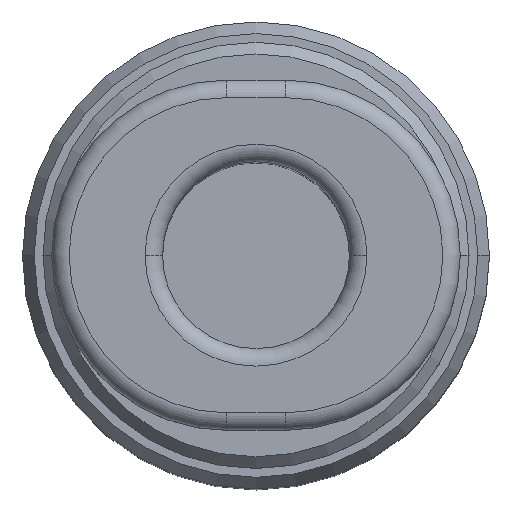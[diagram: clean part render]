
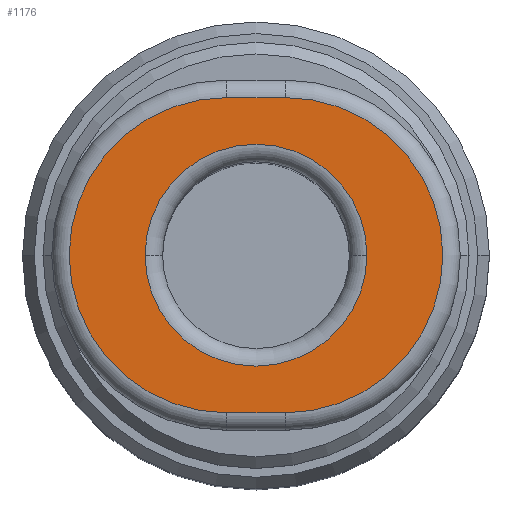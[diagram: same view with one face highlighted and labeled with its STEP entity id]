
A CAD part, top view. The second image highlights one B-rep face of the part: STEP entity #1176.
In plain terms, the highlighted face is planar.
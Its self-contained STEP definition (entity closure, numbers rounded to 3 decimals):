
#654=CARTESIAN_POINT('',(1.9,-8.95,0.));
#655=VERTEX_POINT('',#654);
#663=CARTESIAN_POINT('',(-1.9,-8.95,0.));
#664=VERTEX_POINT('',#663);
#665=CARTESIAN_POINT('',(0.0,-8.95,0.));
#666=DIRECTION('',(0.0,-1.0,0.0));
#667=DIRECTION('',(1.0,0.0,0.0));
#668=AXIS2_PLACEMENT_3D('',#665,#666,#667);
#669=CIRCLE('',#668,1.9);
#670=EDGE_CURVE('',#655,#664,#669,.T.);
#989=CARTESIAN_POINT('',(0.5,-8.95,2.7));
#990=VERTEX_POINT('',#989);
#991=CARTESIAN_POINT('',(0.5,-8.95,-2.7));
#992=VERTEX_POINT('',#991);
#993=CARTESIAN_POINT('',(0.5,-8.95,0.));
#994=DIRECTION('',(0.0,1.0,0.0));
#995=DIRECTION('',(1.0,0.0,0.0));
#996=AXIS2_PLACEMENT_3D('',#993,#994,#995);
#997=CIRCLE('',#996,2.7);
#998=EDGE_CURVE('',#990,#992,#997,.T.);
#1033=CARTESIAN_POINT('',(-0.5,-8.95,-2.7));
#1034=VERTEX_POINT('',#1033);
#1035=CARTESIAN_POINT('',(0.5,-8.95,-2.7));
#1036=DIRECTION('',(-1.0,0.0,0.0));
#1037=VECTOR('',#1036,1.0);
#1038=LINE('',#1035,#1037);
#1039=EDGE_CURVE('',#992,#1034,#1038,.T.);
#1073=CARTESIAN_POINT('',(-0.5,-8.95,2.7));
#1074=VERTEX_POINT('',#1073);
#1082=CARTESIAN_POINT('',(-0.5,-8.95,2.7));
#1083=DIRECTION('',(1.0,0.0,0.0));
#1084=VECTOR('',#1083,1.0);
#1085=LINE('',#1082,#1084);
#1086=EDGE_CURVE('',#1074,#990,#1085,.T.);
#1097=CARTESIAN_POINT('',(-0.5,-8.95,0.));
#1098=DIRECTION('',(0.0,1.0,0.0));
#1099=DIRECTION('',(-1.0,0.0,0.0));
#1100=AXIS2_PLACEMENT_3D('',#1097,#1098,#1099);
#1101=CIRCLE('',#1100,2.7);
#1102=EDGE_CURVE('',#1034,#1074,#1101,.T.);
#1155=CARTESIAN_POINT('',(0.0,-8.95,0.));
#1156=DIRECTION('',(0.0,1.0,0.0));
#1157=DIRECTION('',(1.0,0.0,0.0));
#1158=AXIS2_PLACEMENT_3D('',#1155,#1156,#1157);
#1159=PLANE('',#1158);
#1160=ORIENTED_EDGE('',*,*,#998,.F.);
#1161=ORIENTED_EDGE('',*,*,#1086,.F.);
#1162=ORIENTED_EDGE('',*,*,#1102,.F.);
#1163=ORIENTED_EDGE('',*,*,#1039,.F.);
#1164=EDGE_LOOP('',(#1160,#1161,#1162,#1163));
#1165=FACE_OUTER_BOUND('',#1164,.T.);
#1166=CARTESIAN_POINT('',(0.0,-8.95,0.));
#1167=DIRECTION('',(0.0,-1.0,0.0));
#1168=DIRECTION('',(1.0,0.0,0.0));
#1169=AXIS2_PLACEMENT_3D('',#1166,#1167,#1168);
#1170=CIRCLE('',#1169,1.9);
#1171=EDGE_CURVE('',#664,#655,#1170,.T.);
#1172=ORIENTED_EDGE('',*,*,#1171,.F.);
#1173=ORIENTED_EDGE('',*,*,#670,.F.);
#1174=EDGE_LOOP('',(#1172,#1173));
#1175=FACE_BOUND('',#1174,.T.);
#1176=ADVANCED_FACE('',(#1165,#1175),#1159,.F.);
